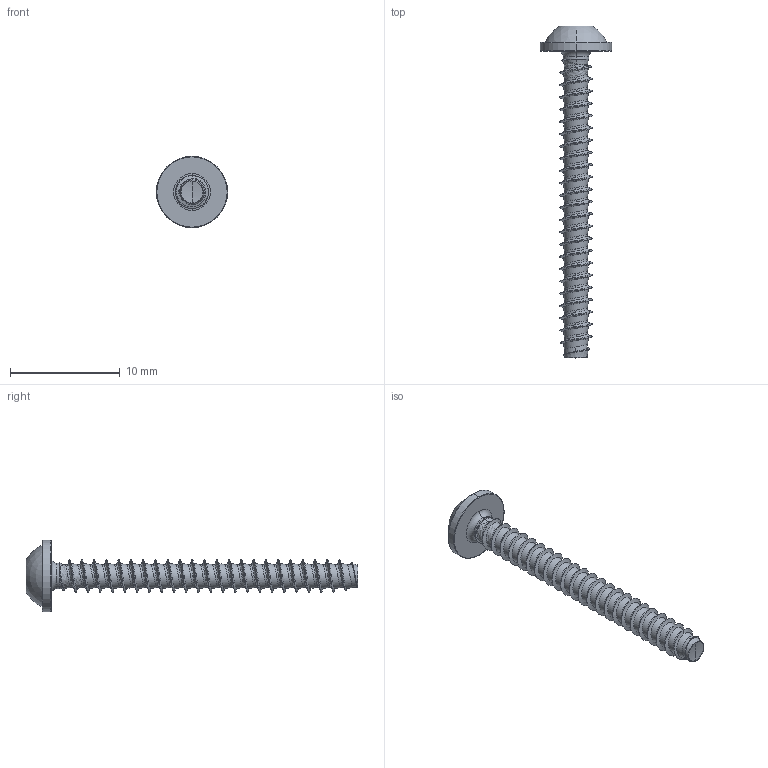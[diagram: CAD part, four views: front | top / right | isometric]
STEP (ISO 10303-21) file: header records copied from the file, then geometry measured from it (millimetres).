
FILE_DESCRIPTION (( 'STEP AP203' ), '1' );
FILE_NAME ('STP380300280.STEP', '2020-09-04T12:57:35', ( '' ), ( '' ), 'SwSTEP 2.0', 'SolidWorks 2015', '' );
FILE_SCHEMA (( 'CONFIG_CONTROL_DESIGN' ));
Length unit declared in the file: millimetre
Products named in the file (2): STP380300280
Bounding box: 6.5 x 30.3 x 6.5 mm (x, y, z)
Volume: 159.5 mm3; surface area: 410.9 mm2
Topology: 1 solids, 1 shells, 134 faces, 347 edges, 216 vertices
Faces by surface type: cylinder 73, bspline 35, cone 11, torus 8, sphere 4, plane 3
Entity records: 33808 total; most frequent: CARTESIAN_POINT 30909, ORIENTED_EDGE 690, DIRECTION 424, EDGE_CURVE 345, VERTEX_POINT 216, AXIS2_PLACEMENT_3D 168, B_SPLINE_CURVE_WITH_KNOTS 141, EDGE_LOOP 137
